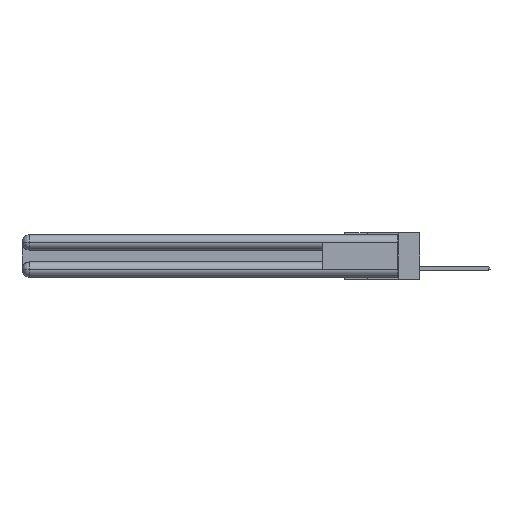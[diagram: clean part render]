
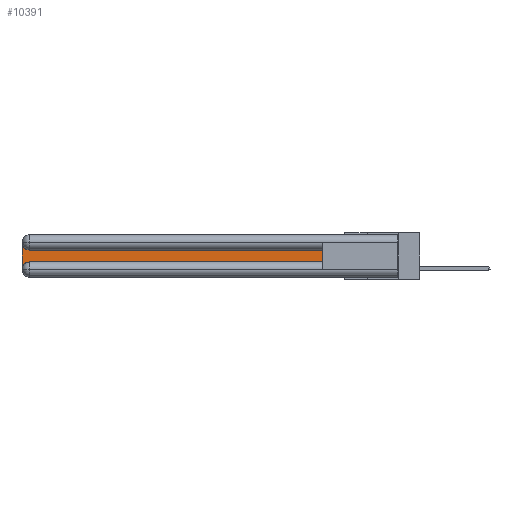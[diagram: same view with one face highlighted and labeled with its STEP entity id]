
A CAD part, left-side view. The second image highlights one B-rep face of the part: STEP entity #10391.
In plain terms, the highlighted planar face has unit normal (-1, 0, 0).
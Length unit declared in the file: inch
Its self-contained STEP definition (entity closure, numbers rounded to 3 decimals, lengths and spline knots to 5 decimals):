
#714 = CIRCLE ( 'NONE', #24785, 0.06 ) ;
#1159 = DIRECTION ( 'NONE',  ( 1., 0., 0. ) ) ;
#1448 = PLANE ( 'NONE',  #2324 ) ;
#2074 = ORIENTED_EDGE ( 'NONE', *, *, #24543, .T. ) ;
#2286 = CARTESIAN_POINT ( 'NONE',  ( 0.075, 0.6, -0.1225 ) ) ;
#2324 = AXIS2_PLACEMENT_3D ( 'NONE', #18696, #1159, #7877 ) ;
#3014 = VERTEX_POINT ( 'NONE', #27228 ) ;
#3119 = CARTESIAN_POINT ( 'NONE',  ( 0.075, 0.6, -0.2175 ) ) ;
#3440 = CIRCLE ( 'NONE', #17646, 0.06 ) ;
#3574 = LINE ( 'NONE', #13680, #4590 ) ;
#4062 = DIRECTION ( 'NONE',  ( 0., 0., -1. ) ) ;
#4590 = VECTOR ( 'NONE', #11252, 39.37008 ) ;
#5412 = ORIENTED_EDGE ( 'NONE', *, *, #24874, .T. ) ;
#6957 = CARTESIAN_POINT ( 'NONE',  ( 0.075, 2.94, -0.2175 ) ) ;
#7632 = LINE ( 'NONE', #19479, #11403 ) ;
#7877 = DIRECTION ( 'NONE',  ( 0., 0., -1. ) ) ;
#8124 = ORIENTED_EDGE ( 'NONE', *, *, #9251, .T. ) ;
#9251 = EDGE_CURVE ( 'NONE', #18184, #15871, #14886, .T. ) ;
#9683 = CARTESIAN_POINT ( 'NONE',  ( 0.075, 3., -0.0625 ) ) ;
#10391 = ADVANCED_FACE ( 'NONE', ( #20304 ), #1448, .F. ) ;
#10704 = DIRECTION ( 'NONE',  ( 1., 0., 0. ) ) ;
#11252 = DIRECTION ( 'NONE',  ( 0., 0., 1. ) ) ;
#11403 = VECTOR ( 'NONE', #14779, 39.37008 ) ;
#11938 = ORIENTED_EDGE ( 'NONE', *, *, #17783, .T. ) ;
#13307 = DIRECTION ( 'NONE',  ( 0., 0., -1. ) ) ;
#13377 = CARTESIAN_POINT ( 'NONE',  ( 0.075, 3., -0.2175 ) ) ;
#13680 = CARTESIAN_POINT ( 'NONE',  ( 0.075, 0.6, -0.2175 ) ) ;
#14311 = EDGE_CURVE ( 'NONE', #21438, #17637, #21255, .T. ) ;
#14768 = DIRECTION ( 'NONE',  ( 0., -1., 0. ) ) ;
#14779 = DIRECTION ( 'NONE',  ( 0., 1., 0. ) ) ;
#14886 = LINE ( 'NONE', #19191, #25532 ) ;
#15529 = ORIENTED_EDGE ( 'NONE', *, *, #14311, .T. ) ;
#15871 = VERTEX_POINT ( 'NONE', #3119 ) ;
#17637 = VERTEX_POINT ( 'NONE', #27513 ) ;
#17646 = AXIS2_PLACEMENT_3D ( 'NONE', #19288, #23847, #4062 ) ;
#17783 = EDGE_CURVE ( 'NONE', #20491, #3014, #7632, .T. ) ;
#18184 = VERTEX_POINT ( 'NONE', #6957 ) ;
#18696 = CARTESIAN_POINT ( 'NONE',  ( 0.075, 3., -0.1225 ) ) ;
#19191 = CARTESIAN_POINT ( 'NONE',  ( 0.075, 0.6, -0.2175 ) ) ;
#19288 = CARTESIAN_POINT ( 'NONE',  ( 0.075, 2.94, -0.2775 ) ) ;
#19479 = CARTESIAN_POINT ( 'NONE',  ( 0.075, 0.6, -0.1225 ) ) ;
#19543 = ORIENTED_EDGE ( 'NONE', *, *, #26021, .T. ) ;
#20148 = EDGE_LOOP ( 'NONE', ( #11938, #19543, #15529, #2074, #8124, #5412 ) ) ;
#20304 = FACE_OUTER_BOUND ( 'NONE', #20148, .T. ) ;
#20491 = VERTEX_POINT ( 'NONE', #2286 ) ;
#21255 = LINE ( 'NONE', #13377, #24992 ) ;
#21438 = VERTEX_POINT ( 'NONE', #9683 ) ;
#22008 = DIRECTION ( 'NONE',  ( 0., 0., -1. ) ) ;
#23847 = DIRECTION ( 'NONE',  ( 1., 0., 0. ) ) ;
#23876 = CARTESIAN_POINT ( 'NONE',  ( 0.075, 2.94, -0.0625 ) ) ;
#24543 = EDGE_CURVE ( 'NONE', #17637, #18184, #3440, .T. ) ;
#24785 = AXIS2_PLACEMENT_3D ( 'NONE', #23876, #10704, #13307 ) ;
#24874 = EDGE_CURVE ( 'NONE', #15871, #20491, #3574, .T. ) ;
#24992 = VECTOR ( 'NONE', #22008, 39.37008 ) ;
#25532 = VECTOR ( 'NONE', #14768, 39.37008 ) ;
#26021 = EDGE_CURVE ( 'NONE', #3014, #21438, #714, .T. ) ;
#27228 = CARTESIAN_POINT ( 'NONE',  ( 0.075, 2.94, -0.1225 ) ) ;
#27513 = CARTESIAN_POINT ( 'NONE',  ( 0.075, 3., -0.2775 ) ) ;
